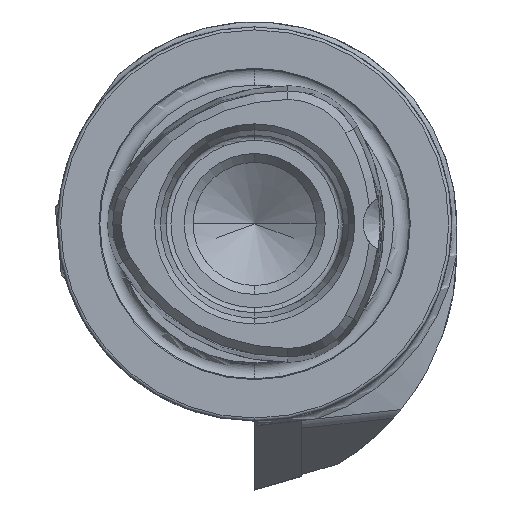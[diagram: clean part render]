
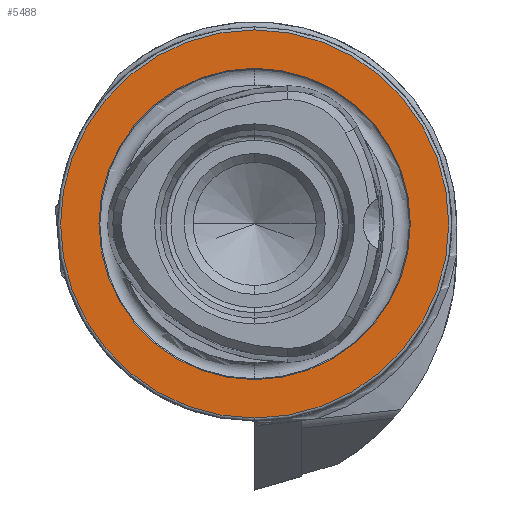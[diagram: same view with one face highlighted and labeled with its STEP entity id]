
A CAD part, left-side view. The second image highlights one B-rep face of the part: STEP entity #5488.
In plain terms, the highlighted planar face has unit normal (-1, 0, 0).
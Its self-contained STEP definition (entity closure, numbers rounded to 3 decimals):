
#14 = DIRECTION ( 'NONE',  ( 0., 0., 1. ) ) ;
#438 = AXIS2_PLACEMENT_3D ( 'NONE', #5575, #13016, #14 ) ;
#556 = EDGE_CURVE ( 'NONE', #10552, #7386, #5510, .T. ) ;
#578 = CIRCLE ( 'NONE', #7264, 15.8 ) ;
#1426 = EDGE_CURVE ( 'NONE', #11193, #7464, #578, .T. ) ;
#1588 = CARTESIAN_POINT ( 'NONE',  ( 0., 0., -19.7 ) ) ;
#1661 = ORIENTED_EDGE ( 'NONE', *, *, #556, .T. ) ;
#2316 = AXIS2_PLACEMENT_3D ( 'NONE', #3438, #10979, #5904 ) ;
#2394 = PLANE ( 'NONE',  #2316 ) ;
#3019 = CIRCLE ( 'NONE', #12215, 15.8 ) ;
#3438 = CARTESIAN_POINT ( 'NONE',  ( 0., 15.8, 0. ) ) ;
#3670 = DIRECTION ( 'NONE',  ( -1., 0., 0. ) ) ;
#3707 = CARTESIAN_POINT ( 'NONE',  ( 0., 0., -15.8 ) ) ;
#5488 = ADVANCED_FACE ( 'NONE', ( #5556, #6864 ), #2394, .F. ) ;
#5510 = CIRCLE ( 'NONE', #7126, 19.7 ) ;
#5556 = FACE_BOUND ( 'NONE', #7545, .T. ) ;
#5572 = EDGE_LOOP ( 'NONE', ( #1661, #8502 ) ) ;
#5575 = CARTESIAN_POINT ( 'NONE',  ( 0., 0., 0. ) ) ;
#5739 = DIRECTION ( 'NONE',  ( -1., 0., 0. ) ) ;
#5769 = EDGE_CURVE ( 'NONE', #7464, #11193, #3019, .T. ) ;
#5904 = DIRECTION ( 'NONE',  ( 0., 0., -1. ) ) ;
#6629 = CARTESIAN_POINT ( 'NONE',  ( 0., 0., 0. ) ) ;
#6763 = DIRECTION ( 'NONE',  ( 0., 0., 1. ) ) ;
#6787 = DIRECTION ( 'NONE',  ( 0., 0., 1. ) ) ;
#6864 = FACE_OUTER_BOUND ( 'NONE', #5572, .T. ) ;
#7126 = AXIS2_PLACEMENT_3D ( 'NONE', #6629, #3670, #6763 ) ;
#7264 = AXIS2_PLACEMENT_3D ( 'NONE', #9300, #12458, #13545 ) ;
#7271 = CIRCLE ( 'NONE', #438, 19.7 ) ;
#7386 = VERTEX_POINT ( 'NONE', #1588 ) ;
#7464 = VERTEX_POINT ( 'NONE', #3707 ) ;
#7545 = EDGE_LOOP ( 'NONE', ( #11128, #9088 ) ) ;
#8502 = ORIENTED_EDGE ( 'NONE', *, *, #10278, .T. ) ;
#9088 = ORIENTED_EDGE ( 'NONE', *, *, #5769, .F. ) ;
#9300 = CARTESIAN_POINT ( 'NONE',  ( 0., 0., 0. ) ) ;
#9395 = CARTESIAN_POINT ( 'NONE',  ( 0., 0., 19.7 ) ) ;
#9655 = CARTESIAN_POINT ( 'NONE',  ( 0., 0., 15.8 ) ) ;
#10278 = EDGE_CURVE ( 'NONE', #7386, #10552, #7271, .T. ) ;
#10552 = VERTEX_POINT ( 'NONE', #9395 ) ;
#10979 = DIRECTION ( 'NONE',  ( 1., 0., 0. ) ) ;
#11128 = ORIENTED_EDGE ( 'NONE', *, *, #1426, .F. ) ;
#11193 = VERTEX_POINT ( 'NONE', #9655 ) ;
#12215 = AXIS2_PLACEMENT_3D ( 'NONE', #12423, #5739, #6787 ) ;
#12423 = CARTESIAN_POINT ( 'NONE',  ( 0., 0., 0. ) ) ;
#12458 = DIRECTION ( 'NONE',  ( -1., 0., 0. ) ) ;
#13016 = DIRECTION ( 'NONE',  ( -1., 0., 0. ) ) ;
#13545 = DIRECTION ( 'NONE',  ( 0., 0., 1. ) ) ;
